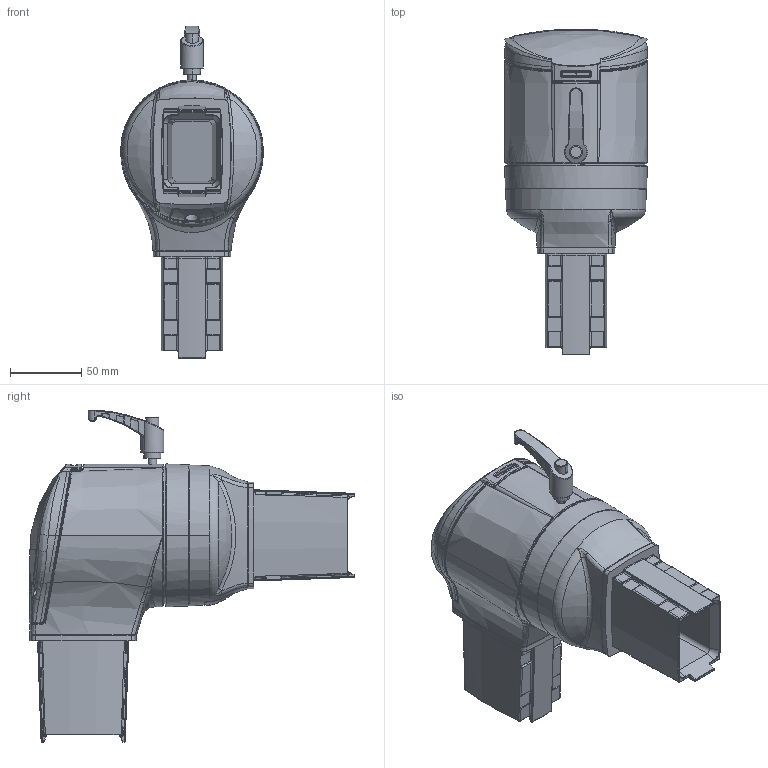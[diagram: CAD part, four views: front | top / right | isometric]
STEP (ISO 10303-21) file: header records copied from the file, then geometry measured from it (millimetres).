
FILE_DESCRIPTION((''),'2;1');
FILE_NAME('1017300008_ASM','2015-07-15T',('Falk.Schoember'),(''),'PRO/ENGINEER BY PARAMETRIC TECHNOLOGY CORPORATION, 2012360','PRO/ENGINEER BY PARAMETRIC TECHNOLOGY CORPORATION, 2012360','');
FILE_SCHEMA(('AUTOMOTIVE_DESIGN { 1 0 10303 214 1 1 1 1 }'));
Length unit declared in the file: millimetre
Products named in the file (24): 9324210000_AF0; 9620435000_ASM; 9231806000; 9371072000; 9411111000_EINB_AF5; 9324206000_AF0; 9620432000_ASM; 9371073000; 9502352000; 9263051000; 9231799000_AF3; 9324208000; 9261346000; 9231010000_DICHTUNG-ZG-DE; 9324211000_AF0; 9620447000_ASM; 9261334000; 9222005000; 9251096000; 9231797000_AF7; 9231797000_AF8; 9261441000; 9261104000; 1017300008_ASM
Assembly tree (25 placements, depth 3):
  1017300008_ASM
    9620435000_ASM
      9324210000_AF0
    9231806000
    9371072000
    9411111000_EINB_AF5
    9620432000_ASM
      9324206000_AF0
    9371073000
    9502352000
    9263051000
    9231799000_AF3
    9324208000
    9261346000
    9231010000_DICHTUNG-ZG-DE
    9620447000_ASM
      9324211000_AF0
    9261334000  x2
    9222005000
    9251096000
    9231797000_AF7
    9231797000_AF8
    9261441000  x2
    9261104000
Bounding box: 100.26 x 228.65 x 233 mm (x, y, z)
Volume: 851547 mm3; surface area: 446301.2 mm2
Topology: 23 solids, 112 shells, 2488 faces, 6797 edges, 4457 vertices
Faces by surface type: cylinder 763, plane 665, bspline 665, cone 169, torus 151, sphere 69, extrusion 6
Entity records: 158949 total; most frequent: CARTESIAN_POINT 65379, ORIENTED_EDGE 11791, DIRECTION 9636, PRESENTATION_STYLE_ASSIGNMENT 7172, STYLED_ITEM 7172, EDGE_CURVE 6547, CURVE_STYLE 5116, VERTEX_POINT 4302
